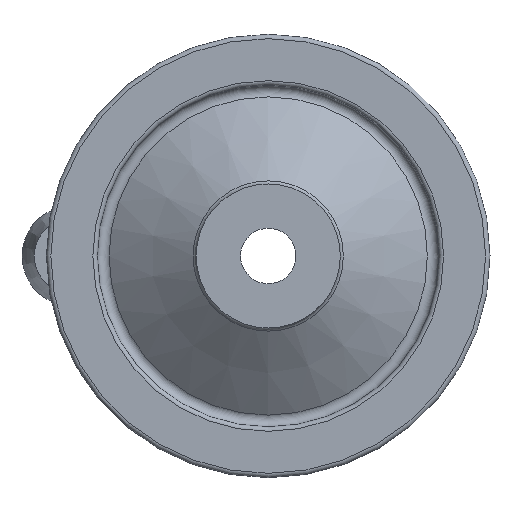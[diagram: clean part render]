
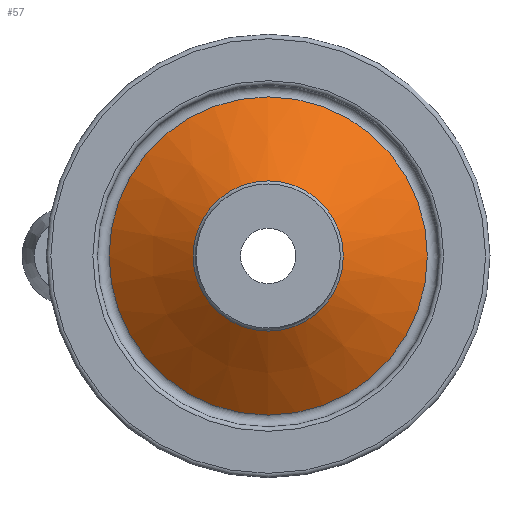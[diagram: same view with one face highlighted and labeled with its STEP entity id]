
A CAD part, left-side view. The second image highlights one B-rep face of the part: STEP entity #57.
In plain terms, the highlighted conical face has half-angle 53.939 degrees and reference radius 13.549 mm.
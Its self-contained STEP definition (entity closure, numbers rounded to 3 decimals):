
#57 = ADVANCED_FACE( '', ( #132, #133 ), #134, .T. );
#132 = FACE_OUTER_BOUND( '', #272, .T. );
#133 = FACE_BOUND( '', #273, .T. );
#134 = CONICAL_SURFACE( '', #274, 13.548, 0.941 );
#272 = EDGE_LOOP( '', ( #380 ) );
#273 = EDGE_LOOP( '', ( #381 ) );
#274 = AXIS2_PLACEMENT_3D( '', #382, #383, #384 );
#380 = ORIENTED_EDGE( '', *, *, #525, .F. );
#381 = ORIENTED_EDGE( '', *, *, #526, .T. );
#382 = CARTESIAN_POINT( '', ( 9.727, 0., 0. ) );
#383 = DIRECTION( '', ( 1., 0., 0. ) );
#384 = DIRECTION( '', ( 0., 0., -1. ) );
#525 = EDGE_CURVE( '', #588, #588, #589, .T. );
#526 = EDGE_CURVE( '', #590, #590, #591, .T. );
#588 = VERTEX_POINT( '', #673 );
#589 = CIRCLE( '', #674, 28.702 );
#590 = VERTEX_POINT( '', #675 );
#591 = CIRCLE( '', #676, 13.548 );
#673 = CARTESIAN_POINT( '', ( 20.762, 0., -28.702 ) );
#674 = AXIS2_PLACEMENT_3D( '', #751, #752, #753 );
#675 = CARTESIAN_POINT( '', ( 9.727, 0., -13.548 ) );
#676 = AXIS2_PLACEMENT_3D( '', #754, #755, #756 );
#751 = CARTESIAN_POINT( '', ( 20.762, 0., 0. ) );
#752 = DIRECTION( '', ( 1., 0., 0. ) );
#753 = DIRECTION( '', ( 0., 0., -1. ) );
#754 = CARTESIAN_POINT( '', ( 9.727, 0., 0. ) );
#755 = DIRECTION( '', ( 1., 0., 0. ) );
#756 = DIRECTION( '', ( 0., 0., -1. ) );
